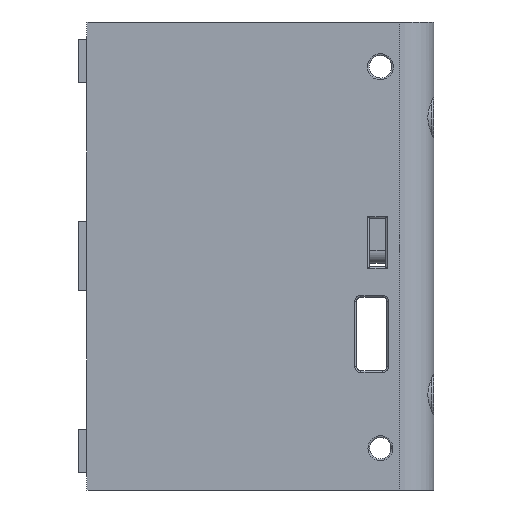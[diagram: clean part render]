
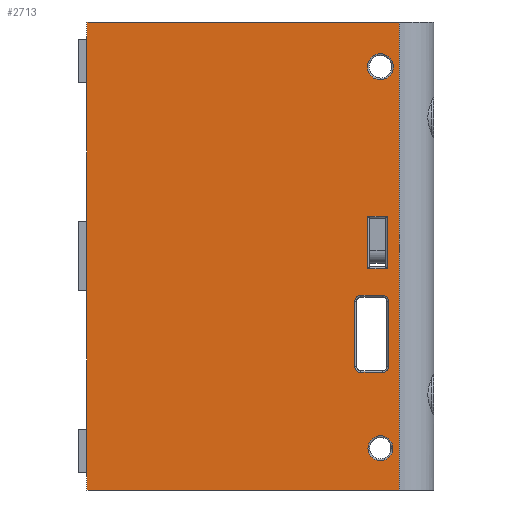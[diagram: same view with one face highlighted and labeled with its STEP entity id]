
A CAD part, front view. The second image highlights one B-rep face of the part: STEP entity #2713.
In plain terms, the highlighted planar face has unit normal (0, -1, 0).
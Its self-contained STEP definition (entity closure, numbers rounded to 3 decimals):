
#69=FACE_BOUND('',#525,.T.);
#70=FACE_BOUND('',#526,.T.);
#71=FACE_BOUND('',#527,.T.);
#72=FACE_BOUND('',#528,.T.);
#226=CIRCLE('',#2927,1.5);
#227=CIRCLE('',#2929,1.437);
#228=CIRCLE('',#2930,0.7);
#229=CIRCLE('',#2931,0.7);
#230=CIRCLE('',#2932,0.7);
#231=CIRCLE('',#2933,0.7);
#346=FACE_OUTER_BOUND('',#524,.T.);
#524=EDGE_LOOP('',(#2107,#2108,#2109,#2110));
#525=EDGE_LOOP('',(#2111,#2112,#2113,#2114));
#526=EDGE_LOOP('',(#2115));
#527=EDGE_LOOP('',(#2116,#2117,#2118,#2119,#2120,#2121,#2122,#2123));
#528=EDGE_LOOP('',(#2124));
#767=LINE('',#4180,#1005);
#814=LINE('',#4325,#1052);
#815=LINE('',#4327,#1053);
#816=LINE('',#4328,#1054);
#817=LINE('',#4331,#1055);
#818=LINE('',#4333,#1056);
#819=LINE('',#4335,#1057);
#820=LINE('',#4336,#1058);
#821=LINE('',#4341,#1059);
#822=LINE('',#4345,#1060);
#823=LINE('',#4349,#1061);
#824=LINE('',#4353,#1062);
#1005=VECTOR('',#3309,54.);
#1052=VECTOR('',#3456,36.);
#1053=VECTOR('',#3457,36.);
#1054=VECTOR('',#3458,54.);
#1055=VECTOR('',#3459,6.01);
#1056=VECTOR('',#3460,2.25);
#1057=VECTOR('',#3461,6.01);
#1058=VECTOR('',#3462,2.25);
#1059=VECTOR('',#3465,2.51);
#1060=VECTOR('',#3468,7.5);
#1061=VECTOR('',#3471,2.51);
#1062=VECTOR('',#3474,7.5);
#1254=VERTEX_POINT('',#4177);
#1255=VERTEX_POINT('',#4179);
#1302=VERTEX_POINT('',#4321);
#1303=VERTEX_POINT('',#4324);
#1304=VERTEX_POINT('',#4326);
#1305=VERTEX_POINT('',#4329);
#1306=VERTEX_POINT('',#4330);
#1307=VERTEX_POINT('',#4332);
#1308=VERTEX_POINT('',#4334);
#1309=VERTEX_POINT('',#4337);
#1310=VERTEX_POINT('',#4339);
#1311=VERTEX_POINT('',#4340);
#1312=VERTEX_POINT('',#4342);
#1313=VERTEX_POINT('',#4344);
#1314=VERTEX_POINT('',#4346);
#1315=VERTEX_POINT('',#4348);
#1316=VERTEX_POINT('',#4350);
#1317=VERTEX_POINT('',#4352);
#1539=EDGE_CURVE('',#1254,#1255,#767,.T.);
#1611=EDGE_CURVE('',#1302,#1302,#226,.T.);
#1612=EDGE_CURVE('',#1255,#1303,#814,.T.);
#1613=EDGE_CURVE('',#1254,#1304,#815,.T.);
#1614=EDGE_CURVE('',#1304,#1303,#816,.T.);
#1615=EDGE_CURVE('',#1305,#1306,#817,.T.);
#1616=EDGE_CURVE('',#1307,#1305,#818,.T.);
#1617=EDGE_CURVE('',#1308,#1307,#819,.T.);
#1618=EDGE_CURVE('',#1306,#1308,#820,.T.);
#1619=EDGE_CURVE('',#1309,#1309,#227,.T.);
#1620=EDGE_CURVE('',#1310,#1311,#821,.T.);
#1621=EDGE_CURVE('',#1312,#1310,#228,.T.);
#1622=EDGE_CURVE('',#1313,#1312,#822,.T.);
#1623=EDGE_CURVE('',#1314,#1313,#229,.T.);
#1624=EDGE_CURVE('',#1315,#1314,#823,.T.);
#1625=EDGE_CURVE('',#1316,#1315,#230,.T.);
#1626=EDGE_CURVE('',#1317,#1316,#824,.T.);
#1627=EDGE_CURVE('',#1311,#1317,#231,.T.);
#2107=ORIENTED_EDGE('',*,*,#1612,.F.);
#2108=ORIENTED_EDGE('',*,*,#1539,.F.);
#2109=ORIENTED_EDGE('',*,*,#1613,.T.);
#2110=ORIENTED_EDGE('',*,*,#1614,.T.);
#2111=ORIENTED_EDGE('',*,*,#1615,.F.);
#2112=ORIENTED_EDGE('',*,*,#1616,.F.);
#2113=ORIENTED_EDGE('',*,*,#1617,.F.);
#2114=ORIENTED_EDGE('',*,*,#1618,.F.);
#2115=ORIENTED_EDGE('',*,*,#1619,.F.);
#2116=ORIENTED_EDGE('',*,*,#1620,.F.);
#2117=ORIENTED_EDGE('',*,*,#1621,.F.);
#2118=ORIENTED_EDGE('',*,*,#1622,.F.);
#2119=ORIENTED_EDGE('',*,*,#1623,.F.);
#2120=ORIENTED_EDGE('',*,*,#1624,.F.);
#2121=ORIENTED_EDGE('',*,*,#1625,.F.);
#2122=ORIENTED_EDGE('',*,*,#1626,.F.);
#2123=ORIENTED_EDGE('',*,*,#1627,.F.);
#2124=ORIENTED_EDGE('',*,*,#1611,.F.);
#2615=PLANE('',#2928);
#2713=ADVANCED_FACE('',(#346,#69,#70,#71,#72),#2615,.T.);
#2927=AXIS2_PLACEMENT_3D('',#4322,#3452,#3453);
#2928=AXIS2_PLACEMENT_3D('',#4323,#3454,#3455);
#2929=AXIS2_PLACEMENT_3D('',#4338,#3463,#3464);
#2930=AXIS2_PLACEMENT_3D('',#4343,#3466,#3467);
#2931=AXIS2_PLACEMENT_3D('',#4347,#3469,#3470);
#2932=AXIS2_PLACEMENT_3D('',#4351,#3472,#3473);
#2933=AXIS2_PLACEMENT_3D('',#4354,#3475,#3476);
#3309=DIRECTION('',(0.,0.,1.));
#3452=DIRECTION('center_axis',(0.,-1.,0.));
#3453=DIRECTION('ref_axis',(-1.,0.,0.));
#3454=DIRECTION('center_axis',(0.,-1.,0.));
#3455=DIRECTION('ref_axis',(1.,0.,0.));
#3456=DIRECTION('',(1.,0.,0.));
#3457=DIRECTION('',(1.,0.,0.));
#3458=DIRECTION('',(0.,0.,1.));
#3459=DIRECTION('',(0.,0.,-1.));
#3460=DIRECTION('',(-1.,0.,0.));
#3461=DIRECTION('',(0.,0.,1.));
#3462=DIRECTION('',(1.,0.,0.));
#3463=DIRECTION('center_axis',(0.,-1.,0.));
#3464=DIRECTION('ref_axis',(-1.,0.,0.));
#3465=DIRECTION('',(1.,0.,0.));
#3466=DIRECTION('center_axis',(0.,-1.,0.));
#3467=DIRECTION('ref_axis',(-0.707,0.,-0.707));
#3468=DIRECTION('',(0.,0.,-1.));
#3469=DIRECTION('center_axis',(0.,-1.,0.));
#3470=DIRECTION('ref_axis',(-0.707,0.,0.707));
#3471=DIRECTION('',(-1.,0.,0.));
#3472=DIRECTION('center_axis',(0.,-1.,0.));
#3473=DIRECTION('ref_axis',(0.707,0.,0.707));
#3474=DIRECTION('',(0.,0.,1.));
#3475=DIRECTION('center_axis',(0.,-1.,0.));
#3476=DIRECTION('ref_axis',(0.707,0.,-0.707));
#4177=CARTESIAN_POINT('',(-17.,-10.,0.));
#4179=CARTESIAN_POINT('',(-17.,-10.,54.));
#4180=CARTESIAN_POINT('',(-17.,-10.,0.));
#4321=CARTESIAN_POINT('',(18.35,-10.,48.836));
#4322=CARTESIAN_POINT('Origin',(16.85,-10.,48.836));
#4323=CARTESIAN_POINT('Origin',(-17.,-10.,0.));
#4324=CARTESIAN_POINT('',(19.,-10.,54.));
#4325=CARTESIAN_POINT('',(-7.,-10.,54.));
#4326=CARTESIAN_POINT('',(19.,-10.,0.));
#4327=CARTESIAN_POINT('',(-17.,-10.,0.));
#4328=CARTESIAN_POINT('',(19.,-10.,0.));
#4329=CARTESIAN_POINT('',(15.4,-10.,31.564));
#4330=CARTESIAN_POINT('',(15.4,-10.,25.554));
#4331=CARTESIAN_POINT('',(15.4,-10.,12.877));
#4332=CARTESIAN_POINT('',(17.65,-10.,31.564));
#4333=CARTESIAN_POINT('',(-0.7,-10.,31.564));
#4334=CARTESIAN_POINT('',(17.65,-10.,25.554));
#4335=CARTESIAN_POINT('',(17.65,-10.,15.682));
#4336=CARTESIAN_POINT('',(0.225,-10.,25.554));
#4337=CARTESIAN_POINT('',(18.287,-10.,4.819));
#4338=CARTESIAN_POINT('Origin',(16.85,-10.,4.819));
#4339=CARTESIAN_POINT('',(14.6,-10.,13.567));
#4340=CARTESIAN_POINT('',(17.11,-10.,13.567));
#4341=CARTESIAN_POINT('',(0.055,-10.,13.567));
#4342=CARTESIAN_POINT('',(13.9,-10.,14.267));
#4343=CARTESIAN_POINT('Origin',(14.6,-10.,14.267));
#4344=CARTESIAN_POINT('',(13.9,-10.,21.767));
#4345=CARTESIAN_POINT('',(13.9,-10.,7.134));
#4346=CARTESIAN_POINT('',(14.6,-10.,22.467));
#4347=CARTESIAN_POINT('Origin',(14.6,-10.,21.767));
#4348=CARTESIAN_POINT('',(17.11,-10.,22.467));
#4349=CARTESIAN_POINT('',(-1.2,-10.,22.467));
#4350=CARTESIAN_POINT('',(17.81,-10.,21.767));
#4351=CARTESIAN_POINT('Origin',(17.11,-10.,21.767));
#4352=CARTESIAN_POINT('',(17.81,-10.,14.267));
#4353=CARTESIAN_POINT('',(17.81,-10.,10.884));
#4354=CARTESIAN_POINT('Origin',(17.11,-10.,14.267));
